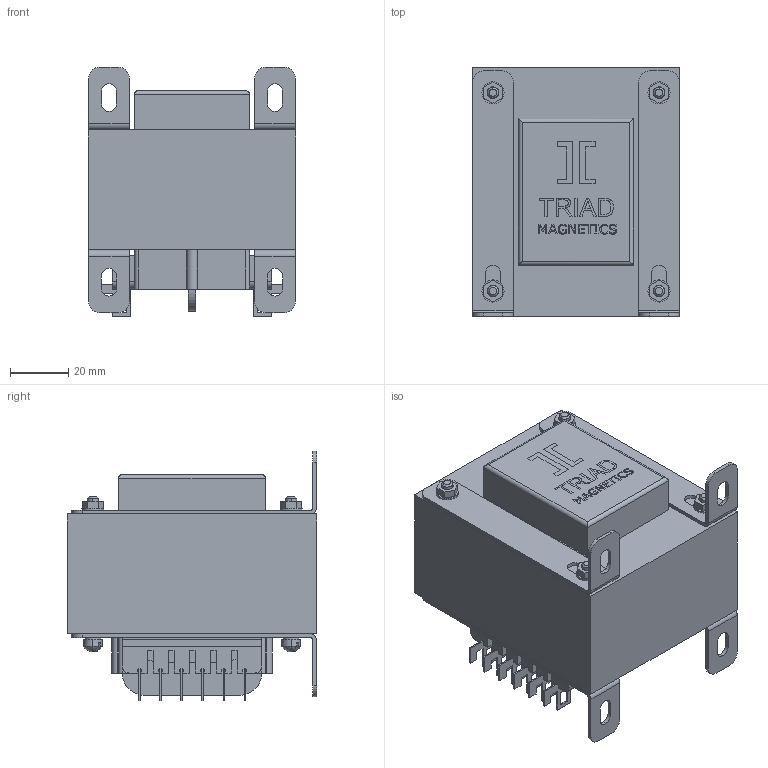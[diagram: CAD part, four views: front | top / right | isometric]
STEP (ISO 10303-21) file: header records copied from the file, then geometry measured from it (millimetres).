
FILE_DESCRIPTION (( 'STEP AP214' ), '1' );
FILE_NAME ('Triad Magnetics-VPS24-5400.STEP', '2015-03-15T17:36:57', ( 'Windows User' ), ( '' ), 'SwSTEP 2.0', 'SolidWorks 2015', '' );
FILE_SCHEMA (( 'AUTOMOTIVE_DESIGN' ));
Length unit declared in the file: inch
Products named in the file (1): Triad Magnetics-VPS24-5400
Bounding box: 71.44 x 85.72 x 85.88 mm (x, y, z)
Volume: 305524 mm3; surface area: 61652.7 mm2
Topology: 1 solids, 3 shells, 844 faces, 2310 edges, 1516 vertices
Faces by surface type: plane 618, cylinder 142, bspline 60, sphere 16, cone 8
Entity records: 39792 total; most frequent: CARTESIAN_POINT 7459, ORIENTED_EDGE 4620, DIRECTION 4096, EDGE_CURVE 2310, VECTOR 1838, LINE 1838, VERTEX_POINT 1516, AXIS2_PLACEMENT_3D 1129
